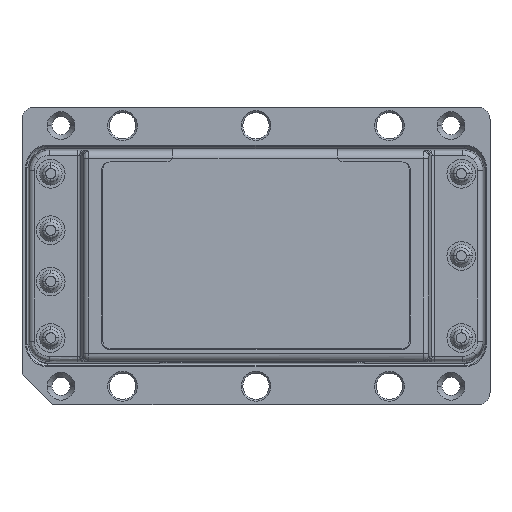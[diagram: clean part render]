
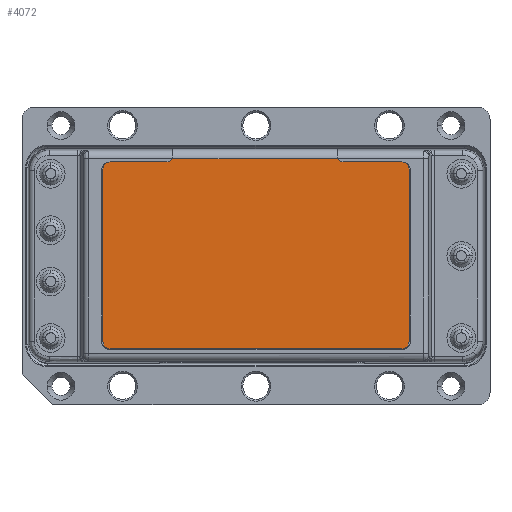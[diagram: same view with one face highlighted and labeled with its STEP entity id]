
A CAD part, top view. The second image highlights one B-rep face of the part: STEP entity #4072.
In plain terms, the highlighted planar face has unit normal (0, 0, 1).
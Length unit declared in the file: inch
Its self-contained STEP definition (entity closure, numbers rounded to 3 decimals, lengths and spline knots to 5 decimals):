
#448 = EDGE_CURVE ( 'NONE', #5822, #5823, #6584, .T. ) ;
#449 = EDGE_CURVE ( 'NONE', #5819, #5830, #6585, .T. ) ;
#450 = EDGE_CURVE ( 'NONE', #5820, #5819, #3752, .T. ) ;
#452 = EDGE_CURVE ( 'NONE', #5821, #5820, #6587, .T. ) ;
#454 = EDGE_CURVE ( 'NONE', #5822, #5821, #3803, .T. ) ;
#458 = EDGE_CURVE ( 'NONE', #5824, #5823, #3744, .T. ) ;
#459 = EDGE_CURVE ( 'NONE', #5825, #5824, #6590, .T. ) ;
#461 = EDGE_CURVE ( 'NONE', #5826, #5825, #3820, .T. ) ;
#463 = EDGE_CURVE ( 'NONE', #5827, #5826, #6593, .T. ) ;
#465 = EDGE_CURVE ( 'NONE', #5828, #5827, #3726, .T. ) ;
#467 = EDGE_CURVE ( 'NONE', #5829, #5828, #6596, .T. ) ;
#469 = EDGE_CURVE ( 'NONE', #5830, #5829, #3732, .T. ) ;
#1505 = PLANE ( 'NONE',  #9916 ) ;
#1506 = CARTESIAN_POINT ( 'NONE',  ( 0.4295, 0.37758, 0.509 ) ) ;
#1507 = DIRECTION ( 'NONE',  ( 0., 0., 1. ) ) ;
#1508 = DIRECTION ( 'NONE',  ( -1., 0., 0. ) ) ;
#3171 = ORIENTED_EDGE ( 'NONE', *, *, #458, .T. ) ;
#3172 = ORIENTED_EDGE ( 'NONE', *, *, #459, .T. ) ;
#3173 = ORIENTED_EDGE ( 'NONE', *, *, #461, .T. ) ;
#3174 = ORIENTED_EDGE ( 'NONE', *, *, #463, .T. ) ;
#3175 = ORIENTED_EDGE ( 'NONE', *, *, #465, .T. ) ;
#3176 = ORIENTED_EDGE ( 'NONE', *, *, #467, .T. ) ;
#3177 = ORIENTED_EDGE ( 'NONE', *, *, #469, .T. ) ;
#3178 = ORIENTED_EDGE ( 'NONE', *, *, #449, .T. ) ;
#3179 = ORIENTED_EDGE ( 'NONE', *, *, #454, .T. ) ;
#3180 = ORIENTED_EDGE ( 'NONE', *, *, #450, .T. ) ;
#3181 = ORIENTED_EDGE ( 'NONE', *, *, #448, .F. ) ;
#3182 = ORIENTED_EDGE ( 'NONE', *, *, #452, .T. ) ;
#3726 = CIRCLE ( 'NONE', #3804, 0.035 ) ;
#3732 = CIRCLE ( 'NONE', #3783, 0.035 ) ;
#3736 = AXIS2_PLACEMENT_3D ( 'NONE', #5141, #5140, #5139 ) ;
#3744 = CIRCLE ( 'NONE', #3785, 0.035 ) ;
#3752 = CIRCLE ( 'NONE', #3756, 0.035 ) ;
#3753 = AXIS2_PLACEMENT_3D ( 'NONE', #5163, #5162, #5161 ) ;
#3756 = AXIS2_PLACEMENT_3D ( 'NONE', #5174, #5173, #5172 ) ;
#3783 = AXIS2_PLACEMENT_3D ( 'NONE', #5121, #5120, #5119 ) ;
#3785 = AXIS2_PLACEMENT_3D ( 'NONE', #5149, #5148, #5147 ) ;
#3797 = VECTOR ( 'NONE', #5135, 39.37008 ) ;
#3803 = CIRCLE ( 'NONE', #3753, 0.035 ) ;
#3804 = AXIS2_PLACEMENT_3D ( 'NONE', #5131, #5130, #5129 ) ;
#3805 = VECTOR ( 'NONE', #5124, 39.37008 ) ;
#3808 = VECTOR ( 'NONE', #5168, 39.37008 ) ;
#3812 = VECTOR ( 'NONE', #5145, 39.37008 ) ;
#3815 = VECTOR ( 'NONE', #5179, 39.37008 ) ;
#3820 = CIRCLE ( 'NONE', #3736, 0.035 ) ;
#3826 = VECTOR ( 'NONE', #5181, 39.37008 ) ;
#4072 = ADVANCED_FACE ( 'NONE', ( #4412 ), #1505, .T. ) ;
#4412 = FACE_OUTER_BOUND ( 'NONE', #16173, .T. ) ;
#5119 = DIRECTION ( 'NONE',  ( 1., 0., 0. ) ) ;
#5120 = DIRECTION ( 'NONE',  ( 0., 0., 1. ) ) ;
#5121 = CARTESIAN_POINT ( 'NONE',  ( 0.4295, -0.46242, 0.509 ) ) ;
#5124 = DIRECTION ( 'NONE',  ( 1., 0., 0. ) ) ;
#5125 = CARTESIAN_POINT ( 'NONE',  ( 1.8505, -0.49742, 0.509 ) ) ;
#5129 = DIRECTION ( 'NONE',  ( 1., 0., 0. ) ) ;
#5130 = DIRECTION ( 'NONE',  ( 0., 0., 1. ) ) ;
#5131 = CARTESIAN_POINT ( 'NONE',  ( 1.8505, -0.46242, 0.509 ) ) ;
#5135 = DIRECTION ( 'NONE',  ( 0., 1., 0. ) ) ;
#5136 = CARTESIAN_POINT ( 'NONE',  ( 1.8855, 0.37758, 0.509 ) ) ;
#5139 = DIRECTION ( 'NONE',  ( 1., 0., 0. ) ) ;
#5140 = DIRECTION ( 'NONE',  ( 0., 0., 1. ) ) ;
#5141 = CARTESIAN_POINT ( 'NONE',  ( 1.8505, 0.37758, 0.509 ) ) ;
#5145 = DIRECTION ( 'NONE',  ( -1., 0., 0. ) ) ;
#5146 = CARTESIAN_POINT ( 'NONE',  ( 1.8505, 0.41258, 0.509 ) ) ;
#5147 = DIRECTION ( 'NONE',  ( -1., 0., 0. ) ) ;
#5148 = DIRECTION ( 'NONE',  ( 0., 0., -1. ) ) ;
#5149 = CARTESIAN_POINT ( 'NONE',  ( 1.5705, 0.44758, 0.509 ) ) ;
#5161 = DIRECTION ( 'NONE',  ( 1., 0., 0. ) ) ;
#5162 = DIRECTION ( 'NONE',  ( 0., 0., -1. ) ) ;
#5163 = CARTESIAN_POINT ( 'NONE',  ( 0.7005, 0.44758, 0.509 ) ) ;
#5168 = DIRECTION ( 'NONE',  ( -1., 0., 0. ) ) ;
#5169 = CARTESIAN_POINT ( 'NONE',  ( 0.7005, 0.41258, 0.509 ) ) ;
#5172 = DIRECTION ( 'NONE',  ( -1., 0., 0. ) ) ;
#5173 = DIRECTION ( 'NONE',  ( 0., 0., 1. ) ) ;
#5174 = CARTESIAN_POINT ( 'NONE',  ( 0.4295, 0.37758, 0.509 ) ) ;
#5179 = DIRECTION ( 'NONE',  ( 0., -1., 0. ) ) ;
#5180 = CARTESIAN_POINT ( 'NONE',  ( 0.3945, 0.37758, 0.509 ) ) ;
#5181 = DIRECTION ( 'NONE',  ( 1., 0., 0. ) ) ;
#5182 = CARTESIAN_POINT ( 'NONE',  ( 0.4295, 0.4292, 0.509 ) ) ;
#5819 = VERTEX_POINT ( 'NONE', #7236 ) ;
#5820 = VERTEX_POINT ( 'NONE', #7237 ) ;
#5821 = VERTEX_POINT ( 'NONE', #7238 ) ;
#5822 = VERTEX_POINT ( 'NONE', #7239 ) ;
#5823 = VERTEX_POINT ( 'NONE', #7241 ) ;
#5824 = VERTEX_POINT ( 'NONE', #7242 ) ;
#5825 = VERTEX_POINT ( 'NONE', #7243 ) ;
#5826 = VERTEX_POINT ( 'NONE', #7244 ) ;
#5827 = VERTEX_POINT ( 'NONE', #7246 ) ;
#5828 = VERTEX_POINT ( 'NONE', #7247 ) ;
#5829 = VERTEX_POINT ( 'NONE', #7248 ) ;
#5830 = VERTEX_POINT ( 'NONE', #7249 ) ;
#6584 = LINE ( 'NONE', #5182, #3826 ) ;
#6585 = LINE ( 'NONE', #5180, #3815 ) ;
#6587 = LINE ( 'NONE', #5169, #3808 ) ;
#6590 = LINE ( 'NONE', #5146, #3812 ) ;
#6593 = LINE ( 'NONE', #5136, #3797 ) ;
#6596 = LINE ( 'NONE', #5125, #3805 ) ;
#7236 = CARTESIAN_POINT ( 'NONE',  ( 0.3945, 0.37758, 0.509 ) ) ;
#7237 = CARTESIAN_POINT ( 'NONE',  ( 0.4295, 0.41258, 0.509 ) ) ;
#7238 = CARTESIAN_POINT ( 'NONE',  ( 0.7005, 0.41258, 0.509 ) ) ;
#7239 = CARTESIAN_POINT ( 'NONE',  ( 0.73029, 0.4292, 0.509 ) ) ;
#7241 = CARTESIAN_POINT ( 'NONE',  ( 1.54071, 0.4292, 0.509 ) ) ;
#7242 = CARTESIAN_POINT ( 'NONE',  ( 1.5705, 0.41258, 0.509 ) ) ;
#7243 = CARTESIAN_POINT ( 'NONE',  ( 1.8505, 0.41258, 0.509 ) ) ;
#7244 = CARTESIAN_POINT ( 'NONE',  ( 1.8855, 0.37758, 0.509 ) ) ;
#7246 = CARTESIAN_POINT ( 'NONE',  ( 1.8855, -0.46242, 0.509 ) ) ;
#7247 = CARTESIAN_POINT ( 'NONE',  ( 1.8505, -0.49742, 0.509 ) ) ;
#7248 = CARTESIAN_POINT ( 'NONE',  ( 0.4295, -0.49742, 0.509 ) ) ;
#7249 = CARTESIAN_POINT ( 'NONE',  ( 0.3945, -0.46242, 0.509 ) ) ;
#9916 = AXIS2_PLACEMENT_3D ( 'NONE', #1506, #1507, #1508 ) ;
#16173 = EDGE_LOOP ( 'NONE', ( #3181, #3179, #3182, #3180, #3178, #3177, #3176, #3175, #3174, #3173, #3172, #3171 ) ) ;
